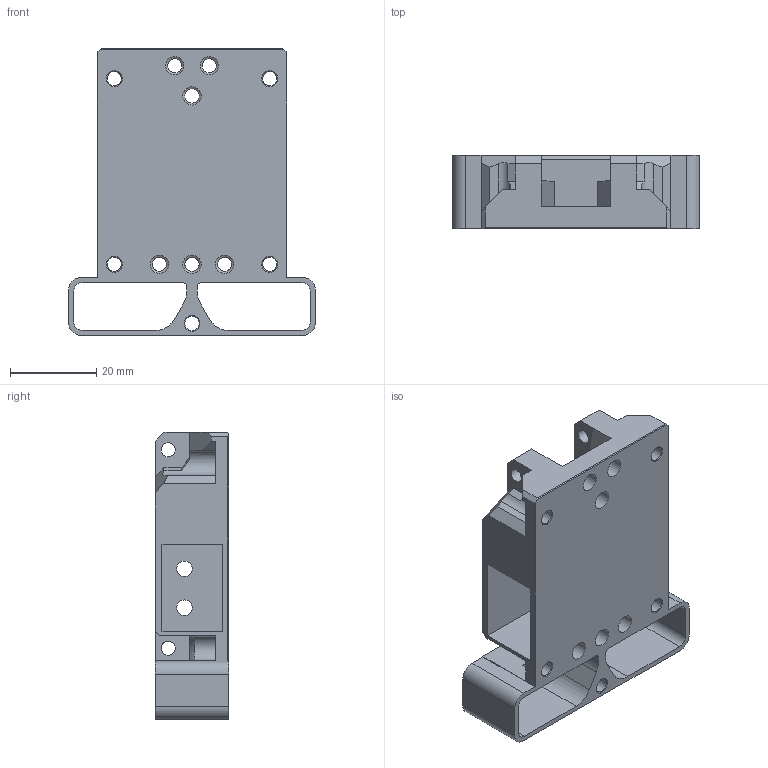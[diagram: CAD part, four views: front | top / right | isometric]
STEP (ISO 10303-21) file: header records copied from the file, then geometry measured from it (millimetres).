
FILE_DESCRIPTION(/* description */ (''),/* implementation_level */ '2;1');
FILE_NAME(/* name */ 'back_core_xy_fi-coreception-3.0-inserts.step',/* time_stamp */ '2022-06-17T08:54:29-05:00',/* author */ (''),/* organization */ (''),/* preprocessor_version */ 'ST-DEVELOPER v19',/* originating_system */ 'Autodesk Translation Framework v11.7.0.108',/* authorisation */ '');
FILE_SCHEMA (('AUTOMOTIVE_DESIGN { 1 0 10303 214 3 1 1 }'));
Length unit declared in the file: millimetre
Products named in the file (1): back_core_xy_fi-coreception-3.0-inserts
Bounding box: 57.2 x 17 x 66.5 mm (x, y, z)
Volume: 24794.4 mm3; surface area: 16385.1 mm2
Topology: 1 solids, 1 shells, 168 faces, 469 edges, 303 vertices
Faces by surface type: plane 103, cylinder 50, cone 15
Full cylindrical faces by diameter (mm): 3.3 x22, 3.6 x2, 4.25 x8
Entity records: 5490 total; most frequent: CARTESIAN_POINT 949, ORIENTED_EDGE 938, DIRECTION 932, EDGE_CURVE 469, LINE 336, VECTOR 336, VERTEX_POINT 303, AXIS2_PLACEMENT_3D 298
